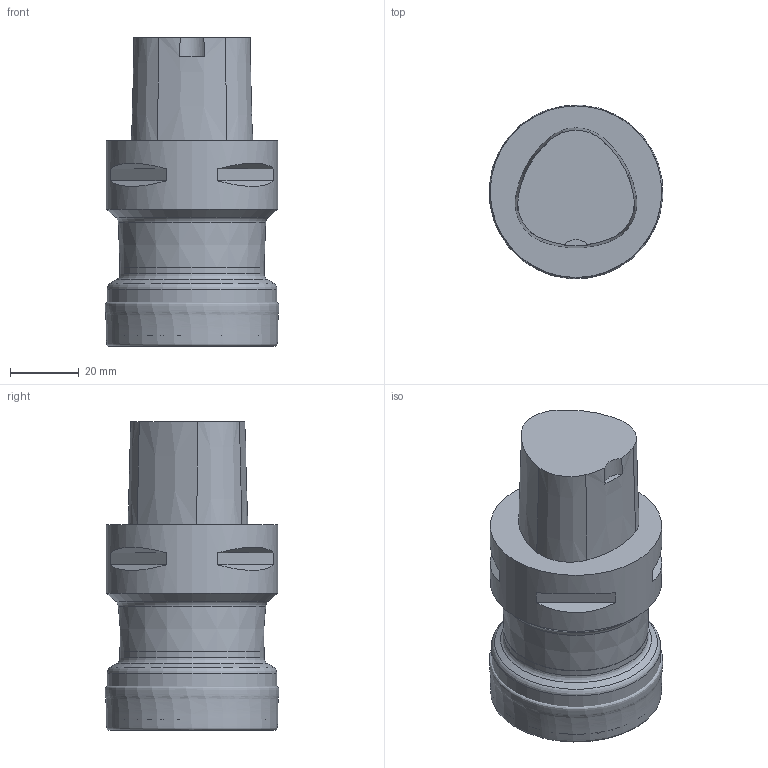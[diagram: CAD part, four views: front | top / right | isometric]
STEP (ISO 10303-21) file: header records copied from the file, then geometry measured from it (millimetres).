
FILE_DESCRIPTION(/* description */ (''),/* implementation_level */ '2;1');
FILE_NAME(/* name */ '1672215335562.stp',/* time_stamp */ '2022-12-28T13:45:52+05:00',/* author */ (''),/* organization */ ('SMS'),/* preprocessor_version */ 'ST-DEVELOPER v16.7',/* originating_system */ 'SIEMENS PLM Software NX 12.0',/* authorisation */ '');
FILE_SCHEMA (('AUTOMOTIVE_DESIGN { 1 0 10303 214 3 1 1 1 }'));
Length unit declared in the file: millimetre
Products named in the file (4): 203801901mod000_00; ASSEMBLY_CONSTRUCTION; 204467899mod000_00; 204467900mod000_00
Assembly tree (3 placements, depth 2):
  204467900mod000_00
    204467899mod000_00
    ASSEMBLY_CONSTRUCTION
    203801901mod000_00
Bounding box: 50.6 x 50.59 x 90 mm (x, y, z)
Volume: 148465.8 mm3; surface area: 22460.7 mm2
Topology: 2 solids, 3 shells, 41 faces, 92 edges, 69 vertices
Faces by surface type: plane 17, cone 12, torus 6, cylinder 5, bspline 1
Full cylindrical faces by diameter (mm): 8 x1, 42 x1, 49.4 x1, 50 x1
Entity records: 8904 total; most frequent: CARTESIAN_POINT 7871, DIRECTION 210, ORIENTED_EDGE 130, AXIS2_PLACEMENT_3D 94, EDGE_CURVE 65, EDGE_LOOP 60, VERTEX_POINT 52, ADVANCED_FACE 41
